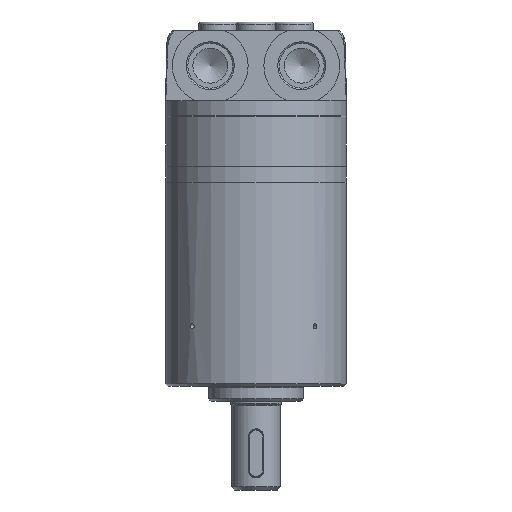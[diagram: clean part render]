
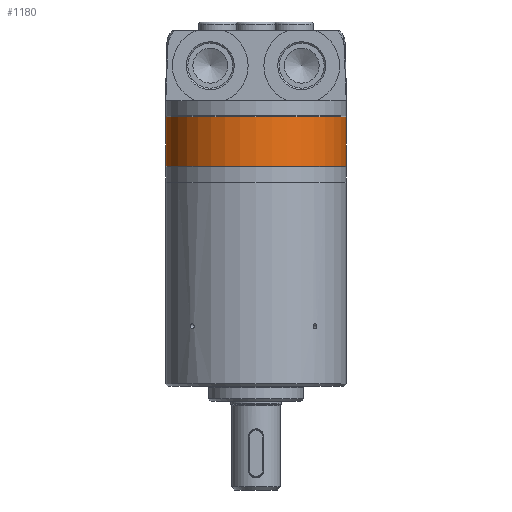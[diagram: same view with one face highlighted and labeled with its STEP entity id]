
A CAD part, front view. The second image highlights one B-rep face of the part: STEP entity #1180.
In plain terms, the highlighted cylindrical face has radius 30 mm (diameter 60 mm), a full revolution.
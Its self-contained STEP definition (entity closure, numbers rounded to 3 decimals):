
#694=CYLINDRICAL_SURFACE('',#4759,30.);
#861=FACE_BOUND('',#1885,.T.);
#862=FACE_BOUND('',#1886,.T.);
#1180=ADVANCED_FACE('',(#861,#862),#694,.T.);
#1885=EDGE_LOOP('',(#2835));
#1886=EDGE_LOOP('',(#2836));
#2835=ORIENTED_EDGE('',*,*,#3993,.T.);
#2836=ORIENTED_EDGE('',*,*,#3994,.T.);
#3469=VERTEX_POINT('',#7971);
#3470=VERTEX_POINT('',#7973);
#3993=EDGE_CURVE('',#3469,#3469,#4342,.T.);
#3994=EDGE_CURVE('',#3470,#3470,#4343,.T.);
#4342=CIRCLE('',#4757,30.);
#4343=CIRCLE('',#4758,30.);
#4757=AXIS2_PLACEMENT_3D('',#7970,#5729,#5730);
#4758=AXIS2_PLACEMENT_3D('',#7972,#5731,#5732);
#4759=AXIS2_PLACEMENT_3D('',#7974,#5733,#5734);
#5729=DIRECTION('',(0.,0.,-1.));
#5730=DIRECTION('',(-1.,0.,0.));
#5731=DIRECTION('',(0.,0.,1.));
#5732=DIRECTION('',(1.,0.,0.));
#5733=DIRECTION('',(0.,0.,-1.));
#5734=DIRECTION('',(1.,0.,0.));
#7970=CARTESIAN_POINT('',(0.,34.,-5.05));
#7971=CARTESIAN_POINT('',(-30.,34.,-5.05));
#7972=CARTESIAN_POINT('',(0.,34.,-21.65));
#7973=CARTESIAN_POINT('',(30.,34.,-21.65));
#7974=CARTESIAN_POINT('',(0.,34.,-4.85));
